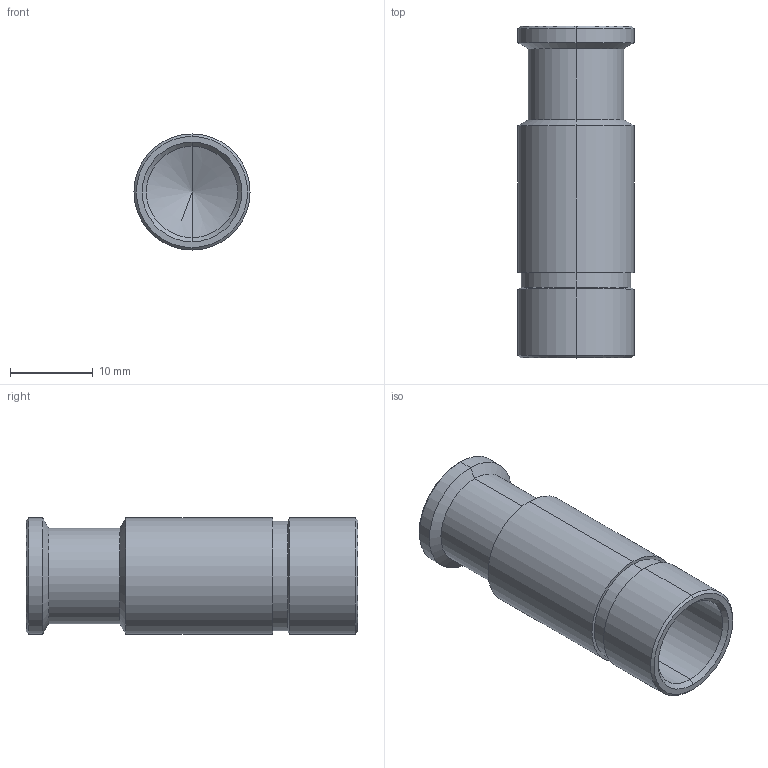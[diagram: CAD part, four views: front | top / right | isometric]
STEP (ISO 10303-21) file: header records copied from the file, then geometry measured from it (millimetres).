
FILE_DESCRIPTION (( 'STEP AP203' ), '1' );
FILE_NAME ('A0300070.STEP', '2011-05-05T11:46:52', ( '' ), ( 'sopra-pneumatic' ), 'SwSTEP 2.0', 'SolidWorks 2009', '' );
FILE_SCHEMA (( 'CONFIG_CONTROL_DESIGN' ));
Length unit declared in the file: millimetre
Products named in the file (1): A0300070
Bounding box: 14 x 40 x 14 mm (x, y, z)
Volume: 3109.8 mm3; surface area: 2955.8 mm2
Topology: 1 solids, 1 shells, 29 faces, 58 edges, 31 vertices
Faces by surface type: cone 14, cylinder 12, plane 3
Entity records: 805 total; most frequent: DIRECTION 146, CARTESIAN_POINT 117, ORIENTED_EDGE 112, AXIS2_PLACEMENT_3D 60, EDGE_CURVE 56, EDGE_LOOP 31, VERTEX_POINT 31, CIRCLE 30
